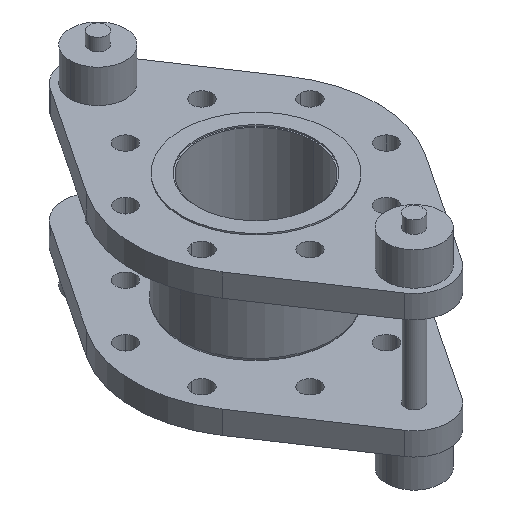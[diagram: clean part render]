
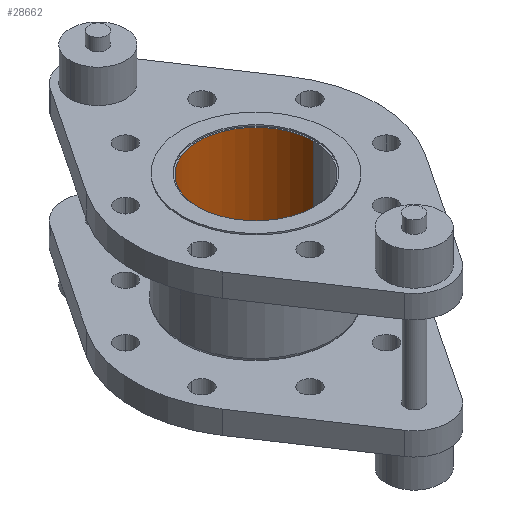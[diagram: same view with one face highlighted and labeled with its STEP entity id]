
A CAD part, isometric view. The second image highlights one B-rep face of the part: STEP entity #28662.
In plain terms, the highlighted cylindrical face has radius 51.8 mm (diameter 103.6 mm), a partial arc.
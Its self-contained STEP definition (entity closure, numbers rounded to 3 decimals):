
#999 = CARTESIAN_POINT ( 'NONE',  ( 51.8, 0., -127.6 ) ) ;
#1039 = EDGE_CURVE ( 'NONE', #30909, #17996, #3154, .T. ) ;
#1885 = CARTESIAN_POINT ( 'NONE',  ( -51.8, 0., -127.6 ) ) ;
#2060 = DIRECTION ( 'NONE',  ( 0., 0., 1. ) ) ;
#3154 = LINE ( 'NONE', #27430, #10481 ) ;
#3874 = CARTESIAN_POINT ( 'NONE',  ( 0., 0., 0. ) ) ;
#5302 = DIRECTION ( 'NONE',  ( 1., 0., 0. ) ) ;
#5799 = DIRECTION ( 'NONE',  ( 0., 0., 1. ) ) ;
#6679 = CARTESIAN_POINT ( 'NONE',  ( 0., 0., 10.973 ) ) ;
#7663 = ORIENTED_EDGE ( 'NONE', *, *, #1039, .F. ) ;
#7845 = DIRECTION ( 'NONE',  ( 0., 0., 1. ) ) ;
#9645 = CARTESIAN_POINT ( 'NONE',  ( -51.8, 0., 0. ) ) ;
#10481 = VECTOR ( 'NONE', #27589, 1000. ) ;
#10536 = CIRCLE ( 'NONE', #11048, 51.8 ) ;
#10969 = VERTEX_POINT ( 'NONE', #999 ) ;
#11048 = AXIS2_PLACEMENT_3D ( 'NONE', #17680, #7845, #5302 ) ;
#11257 = VECTOR ( 'NONE', #12625, 1000. ) ;
#11774 = DIRECTION ( 'NONE',  ( 1., 0., 0. ) ) ;
#12102 = EDGE_CURVE ( 'NONE', #10969, #30909, #10536, .T. ) ;
#12625 = DIRECTION ( 'NONE',  ( 0., 0., 1. ) ) ;
#13588 = DIRECTION ( 'NONE',  ( 1., 0., 0. ) ) ;
#16830 = CARTESIAN_POINT ( 'NONE',  ( 51.8, 0., 0. ) ) ;
#17232 = AXIS2_PLACEMENT_3D ( 'NONE', #3874, #5799, #13588 ) ;
#17563 = EDGE_LOOP ( 'NONE', ( #7663, #25225, #28727, #30198 ) ) ;
#17680 = CARTESIAN_POINT ( 'NONE',  ( 0., 0., -127.6 ) ) ;
#17996 = VERTEX_POINT ( 'NONE', #9645 ) ;
#18541 = VERTEX_POINT ( 'NONE', #16830 ) ;
#18895 = EDGE_CURVE ( 'NONE', #18541, #17996, #25846, .T. ) ;
#20219 = LINE ( 'NONE', #29870, #11257 ) ;
#23816 = CYLINDRICAL_SURFACE ( 'NONE', #23944, 51.8 ) ;
#23944 = AXIS2_PLACEMENT_3D ( 'NONE', #6679, #2060, #11774 ) ;
#25225 = ORIENTED_EDGE ( 'NONE', *, *, #12102, .F. ) ;
#25846 = CIRCLE ( 'NONE', #17232, 51.8 ) ;
#26263 = EDGE_CURVE ( 'NONE', #10969, #18541, #20219, .T. ) ;
#27430 = CARTESIAN_POINT ( 'NONE',  ( -51.8, 0., 10.973 ) ) ;
#27589 = DIRECTION ( 'NONE',  ( 0., 0., 1. ) ) ;
#28252 = FACE_OUTER_BOUND ( 'NONE', #17563, .T. ) ;
#28662 = ADVANCED_FACE ( 'NONE', ( #28252 ), #23816, .F. ) ;
#28727 = ORIENTED_EDGE ( 'NONE', *, *, #26263, .T. ) ;
#29870 = CARTESIAN_POINT ( 'NONE',  ( 51.8, 0., 10.973 ) ) ;
#30198 = ORIENTED_EDGE ( 'NONE', *, *, #18895, .T. ) ;
#30909 = VERTEX_POINT ( 'NONE', #1885 ) ;
